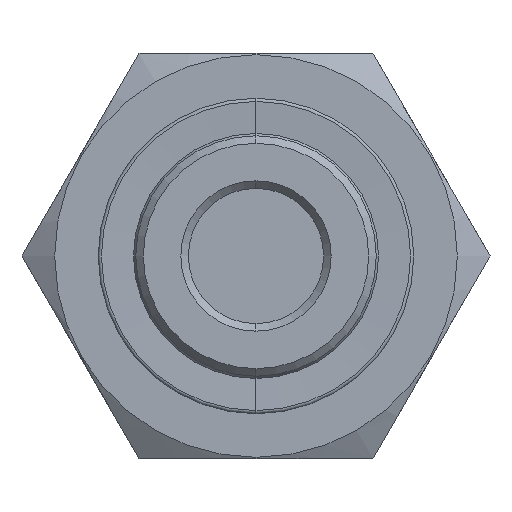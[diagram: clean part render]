
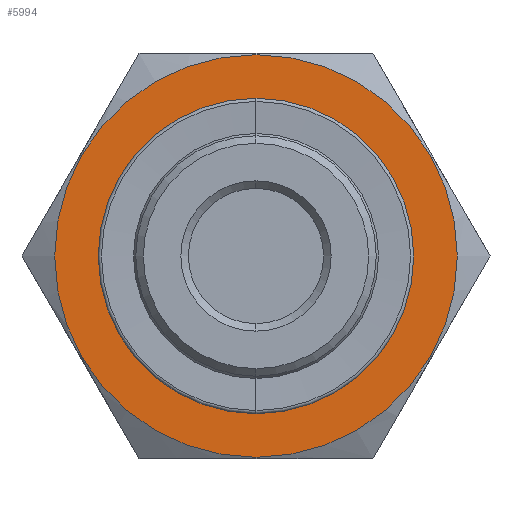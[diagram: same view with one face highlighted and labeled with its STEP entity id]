
A CAD part, left-side view. The second image highlights one B-rep face of the part: STEP entity #5994.
In plain terms, the highlighted planar face has unit normal (-1, 0, 0).
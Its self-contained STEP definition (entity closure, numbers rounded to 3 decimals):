
#3373 = CIRCLE ( 'NONE', #3375, 13.4 ) ;
#3375 = AXIS2_PLACEMENT_3D ( 'NONE', #3384, #3381, #3379 ) ;
#3379 = DIRECTION ( 'NONE',  ( 0., 0., 1. ) ) ;
#3381 = DIRECTION ( 'NONE',  ( -1., 0., 0. ) ) ;
#3384 = CARTESIAN_POINT ( 'NONE',  ( 14., 0., 0. ) ) ;
#3814 = DIRECTION ( 'NONE',  ( 0., 0., -1. ) ) ;
#3815 = DIRECTION ( 'NONE',  ( 1., 0., 0. ) ) ;
#3820 = FACE_BOUND ( 'NONE', #6192, .T. ) ;
#3824 = PLANE ( 'NONE',  #3827 ) ;
#3826 = FACE_OUTER_BOUND ( 'NONE', #6821, .T. ) ;
#3827 = AXIS2_PLACEMENT_3D ( 'NONE', #3837, #3815, #3814 ) ;
#3837 = CARTESIAN_POINT ( 'NONE',  ( 14., 10.5, 0. ) ) ;
#3880 = DIRECTION ( 'NONE',  ( 0., 0., 1. ) ) ;
#3881 = DIRECTION ( 'NONE',  ( -1., 0., 0. ) ) ;
#3887 = AXIS2_PLACEMENT_3D ( 'NONE', #3892, #3881, #3880 ) ;
#3892 = CARTESIAN_POINT ( 'NONE',  ( 14., 0., 0. ) ) ;
#3899 = CIRCLE ( 'NONE', #3887, 10.5 ) ;
#4404 = VERTEX_POINT ( 'NONE', #6639 ) ;
#4457 = VERTEX_POINT ( 'NONE', #6758 ) ;
#4458 = EDGE_CURVE ( 'NONE', #4457, #4459, #6705, .T. ) ;
#4459 = VERTEX_POINT ( 'NONE', #6706 ) ;
#4473 = EDGE_CURVE ( 'NONE', #4481, #4404, #6784, .T. ) ;
#4481 = VERTEX_POINT ( 'NONE', #6756 ) ;
#5624 = ORIENTED_EDGE ( 'NONE', *, *, #4458, .F. ) ;
#5994 = ADVANCED_FACE ( 'NONE', ( #3820, #3826 ), #3824, .F. ) ;
#6192 = EDGE_LOOP ( 'NONE', ( #5624, #6826 ) ) ;
#6639 = CARTESIAN_POINT ( 'NONE',  ( 14., 0., -13.4 ) ) ;
#6705 = CIRCLE ( 'NONE', #6748, 10.5 ) ;
#6706 = CARTESIAN_POINT ( 'NONE',  ( 14., 0., -10.5 ) ) ;
#6745 = DIRECTION ( 'NONE',  ( 0., 0., 1. ) ) ;
#6746 = DIRECTION ( 'NONE',  ( -1., 0., 0. ) ) ;
#6747 = CARTESIAN_POINT ( 'NONE',  ( 14., 0., 0. ) ) ;
#6748 = AXIS2_PLACEMENT_3D ( 'NONE', #6747, #6746, #6745 ) ;
#6756 = CARTESIAN_POINT ( 'NONE',  ( 14., 0., 13.4 ) ) ;
#6758 = CARTESIAN_POINT ( 'NONE',  ( 14., 0., 10.5 ) ) ;
#6776 = DIRECTION ( 'NONE',  ( 0., 0., 1. ) ) ;
#6777 = DIRECTION ( 'NONE',  ( -1., 0., 0. ) ) ;
#6778 = CARTESIAN_POINT ( 'NONE',  ( 14., 0., 0. ) ) ;
#6779 = AXIS2_PLACEMENT_3D ( 'NONE', #6778, #6777, #6776 ) ;
#6784 = CIRCLE ( 'NONE', #6779, 13.4 ) ;
#6819 = ORIENTED_EDGE ( 'NONE', *, *, #4473, .T. ) ;
#6821 = EDGE_LOOP ( 'NONE', ( #6828, #6819 ) ) ;
#6826 = ORIENTED_EDGE ( 'NONE', *, *, #6827, .F. ) ;
#6827 = EDGE_CURVE ( 'NONE', #4459, #4457, #3899, .T. ) ;
#6828 = ORIENTED_EDGE ( 'NONE', *, *, #7155, .T. ) ;
#7155 = EDGE_CURVE ( 'NONE', #4404, #4481, #3373, .T. ) ;
